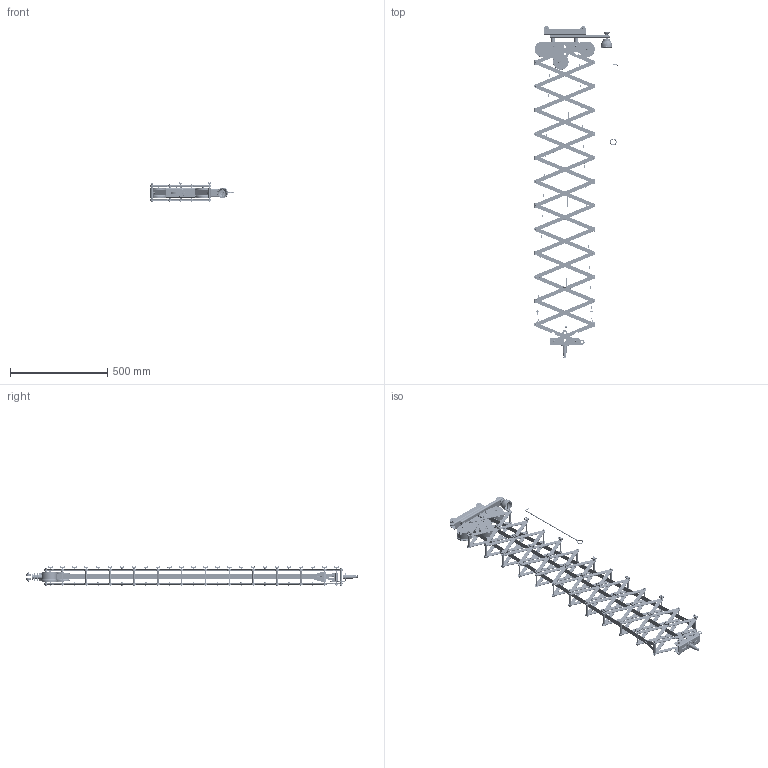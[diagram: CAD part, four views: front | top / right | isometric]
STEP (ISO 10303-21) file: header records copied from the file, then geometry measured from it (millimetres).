
FILE_DESCRIPTION (( 'STEP AP203' ), '1' );
FILE_NAME ('G1511.STEP', '2018-09-27T13:24:01', ( '' ), ( '' ), 'SwSTEP 2.0', 'SolidWorks 2016', '' );
FILE_SCHEMA (( 'CONFIG_CONTROL_DESIGN' ));
Length unit declared in the file: millimetre
Products named in the file (52): S3299; Socket Button Head Screw_Doughty Fastners_ISO 7380 - M4 x 10 --- 10S; Single Coil Rectangular Section Spring Washer_Doughty Fastners_Rectangular section spring washer BS 4464 - 10 (Type B); F2019; TH3733; TH1313; S2905; Hex Bolt_ISO 4016 - M6 x 50 x 18-WS; TH2339; TH1959; TH1962; TH1307; TH3080; S3602_MIDWAY MIDDLE; TH1960; Hex Screw GradeC_Doughty Fastners_ISO 4018 - M10 x 20-WS; TH1332_Punched; TH2338; F956; TH3737_MIDWAY; F2005; A Washer_Bright washer BS 4320 - M10 (Form A); TH3014; F1041; G1511; TH3082; Binx Nut_M6 BLK; TH1999; F1042; TH1956; TH3731; External Circlip_Doughty Fastners_BS 3673-4 - S006M; TH2073_Formed_6.0KG - 2.0m; Hex Thin Nut GradeB_Doughty Fastners_Hexagon Nut ISO - 4036 - M10 - S; S2003; S3602_Extended Midway; B Washer_Bright washer BS 4320 - M5 (Form B); TH1306; TH3732; TH1958 ...
Assembly tree (416 placements, depth 4):
  G1511
    TH3731
    TH1959  x2
    TH1960  x2
    F1041  x8
    TH1955  x14
    F956  x126
    TH1958  x8
    F1042  x82
    TH2338  x2
    TH3014  x2
    TH3082
      TH3081
        TH3080
        Hex Thin Nut GradeB_Doughty Fastners_Hexagon Nut ISO - 4036 - M10 - S
      S3299
      TH1313
      TH1332_Punched
    TH2340
      TH2339
      S2905  x4
      TH1307  x4
      TH1306  x4
      Socket Button Head Screw_Doughty Fastners_ISO 7380 - M4 x 10 --- 10S  x4
    Hex Bolt_ISO 4016 - M6 x 50 x 18-WS  x2
    B Washer_Bright washer BS 4320 - M6 (Form B)  x2
    Binx Nut_M6 BLK  x2
    TH1956  x11
    TH1953  x44
    F2019  x11
    TH1961
    TH1962
    A Washer_Bright washer BS 4320 - M10 (Form A)
    Single Coil Rectangular Section Spring Washer_Doughty Fastners_Rectangular section spring washer BS 4464 - 10 (Type B)
    Hex Screw GradeC_Doughty Fastners_ISO 4018 - M10 x 20-WS
    TH1999
    G1499
    TH3737_MIDWAY  x2
      TH3732
      S3602_Extended Midway
      F2005
      TH2073_Formed_6.0KG - 2.0m
      B Washer_Bright washer BS 4320 - M5 (Form B)
      Hex Screw GradeC_Doughty Fastners_ISO 4018 - M5 x 10-WS
      SW3dPS-nyloc nut, st stl a2 iso_M5 NYLOC
      TH3733
      TH1999
      External Circlip_Doughty Fastners_BS 3673-4 - S006M
    TH3738_MIDWAY
      TH3732
      S3602_MIDWAY MIDDLE
      F2005
      B Washer_Bright washer BS 4320 - M5 (Form B)  x2
      Hex Screw GradeC_Doughty Fastners_ISO 4018 - M5 x 10-WS
      SW3dPS-nyloc nut, st stl a2 iso_M5 NYLOC
      TH3734_Formed_DEFAULT
    TH3733  x2
    External Circlip_Doughty Fastners_BS 3673-4 - S006M  x2
    TH1954  x12
    S2003  x25
Bounding box: 430.44 x 1705.33 x 101.2 mm (x, y, z)
Volume: 2215869 mm3; surface area: 2052168.8 mm2
Topology: 423 solids, 423 shells, 10574 faces, 26059 edges, 16534 vertices
Faces by surface type: cylinder 4550, plane 3242, cone 1958, torus 566, bspline 228, sphere 30
Entity records: 88428 total; most frequent: CARTESIAN_POINT 32467, DIRECTION 9447, ORIENTED_EDGE 7908, EDGE_CURVE 3954, AXIS2_PLACEMENT_3D 3850, VERTEX_POINT 2494, CIRCLE 1855, EDGE_LOOP 1806
